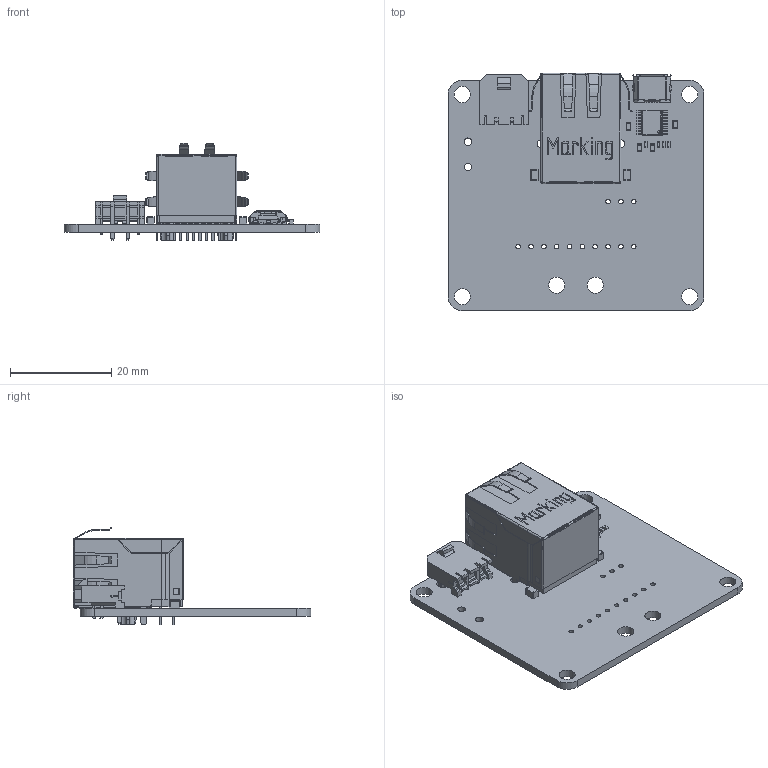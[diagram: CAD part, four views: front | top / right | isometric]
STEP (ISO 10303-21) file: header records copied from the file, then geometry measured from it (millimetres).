
FILE_DESCRIPTION(('Open CASCADE Model'),'2;1');
FILE_NAME('Open CASCADE Shape Model','2021-10-20T11:25:45',('Author'),( 'Open CASCADE'),'Open CASCADE STEP processor 6.8','Open CASCADE 6.8' ,'Unknown');
FILE_SCHEMA(('AUTOMOTIVE_DESIGN { 1 0 10303 214 1 1 1 1 }'));
Length unit declared in the file: millimetre
Products named in the file (67): PCB; Board; Open CASCADE STEP translator 6.8 1.1.1; R4; 6079367648; Mid_Body; Terminal; Open_CASCADE_STEP_translator_6.8_8.2.1; Mark; R3; U1; 6129224592; Open_CASCADE_STEP_translator_6.8_1.1; Body; Open_CASCADE_STEP_translator_6.8_1.2.1; Leader; R1; 6079367728; D1; sml-310mtt86; U2; 7499011002A_(rev1); insulator; shielding; R2; J1; usb3135-30-a_revb; HOI_ASM; TER; TER-3; TER-1; TER-2; TER-4; HOUR; MICRO-USB-DIP; J7; 436500204; Open CASCADE STEP translator 6.8 1.10.1.1; Open CASCADE STEP translator 6.8 1.10.1.2; D2 ...
Assembly tree (87 placements, depth 6):
  PCB
    Board
      Open CASCADE STEP translator 6.8 1.1.1
    R4
      6079367648
        Mid_Body
        Terminal  x2
          Open_CASCADE_STEP_translator_6.8_8.2.1
        Mark
    R3
      6079367648
        Mid_Body
        Terminal  x2
          Open_CASCADE_STEP_translator_6.8_8.2.1
        Mark
    U1
      6129224592
        Open_CASCADE_STEP_translator_6.8_1.1
        Body
          Open_CASCADE_STEP_translator_6.8_1.2.1
        Leader  x16
    R1
      6079367728
        Mid_Body
        Terminal  x2
          Open_CASCADE_STEP_translator_6.8_8.2.1
        Mark
    D1
      sml-310mtt86
    U2
      7499011002A_(rev1)
        insulator
        shielding
    R2
      6079367728
        Mid_Body
        Terminal  x2
          Open_CASCADE_STEP_translator_6.8_8.2.1
        Mark
    J1
      usb3135-30-a_revb
        HOI_ASM
          TER
            TER-3
            TER-1
            TER-2
            TER
            TER-4
          HOUR
        MICRO-USB-DIP
    J7
      436500204
        Open CASCADE STEP translator 6.8 1.10.1.1
        Open CASCADE STEP translator 6.8 1.10.1.2
    D2
      sml-310mtt86
    C2
      6129225072
        Terminal
          Open_CASCADE_STEP_translator_6.8_5.1.1
Bounding box: 50.6 x 46.99 x 19.37 mm (x, y, z)
Volume: 7348.5 mm3; surface area: 11071.8 mm2
Topology: 67 solids, 68 shells, 2456 faces, 6152 edges, 3797 vertices
Faces by surface type: plane 1726, cylinder 592, bspline 70, sphere 46, extrusion 14, cone 8
Full cylindrical faces by diameter (mm): 0.5 x1, 0.888 x8, 0.9 x13, 1.02 x2, 1.5 x2, 1.574 x2, 2.41 x2, 3.2 x6, 3.252 x2
Entity records: 67676 total; most frequent: CARTESIAN_POINT 13350, ORIENTED_EDGE 10035, DIRECTION 9459, EDGE_CURVE 5018, VECTOR 3781, LINE 3767, VERTEX_POINT 3149, AXIS2_PLACEMENT_3D 2839
